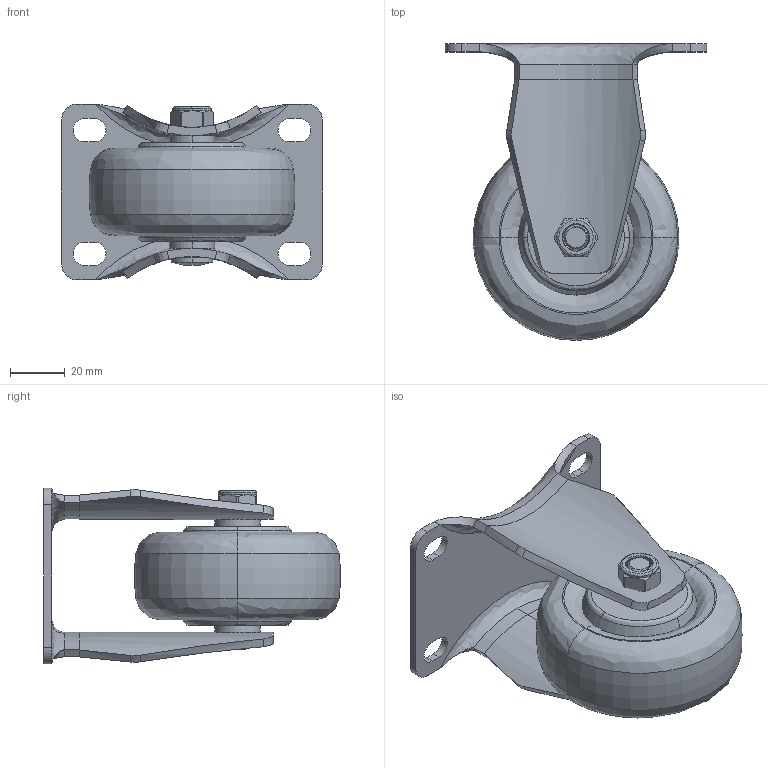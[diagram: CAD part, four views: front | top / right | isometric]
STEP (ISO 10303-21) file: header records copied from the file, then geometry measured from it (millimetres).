
FILE_DESCRIPTION (( 'STEP AP203' ), '1' );
FILE_NAME ('WH-5003-76 3in RIGID PLATE MOUNTING H=108 45x75mm pitch.STEP', '2022-09-22T03:14:33', ( '' ), ( '' ), 'SwSTEP 2.0', 'SolidWorks 2018', '' );
FILE_SCHEMA (( 'CONFIG_CONTROL_DESIGN' ));
Length unit declared in the file: millimetre
Products named in the file (14): 50103_2; 50103; WH-5003-76 3in RIGID PLATE MOUNTING H=108 45x75mm pitch; 503-986; 570-33; 50103_3; 570-34
Assembly tree (7 placements, depth 3):
  50103
  WH-5003-76 3in RIGID PLATE MOUNTING H=108 45x75mm pitch
    50103
      50103
      50103_3
      50103_2
    503-986
    570-33
    570-34
  503-986
  570-33
  50103_2
Bounding box: 95 x 107.94 x 64 mm (x, y, z)
Volume: 174023.3 mm3; surface area: 44642.3 mm2
Topology: 6 solids, 6 shells, 199 faces, 533 edges, 350 vertices
Faces by surface type: cylinder 64, bspline 62, plane 47, cone 24, torus 2
Entity records: 13606 total; most frequent: CARTESIAN_POINT 7855, ORIENTED_EDGE 1066, DIRECTION 737, EDGE_CURVE 533, VERTEX_POINT 350, AXIS2_PLACEMENT_3D 284, EDGE_LOOP 217, B_SPLINE_CURVE_WITH_KNOTS 213
